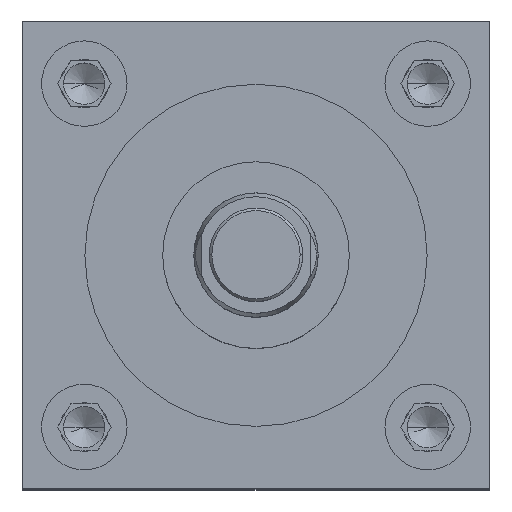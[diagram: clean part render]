
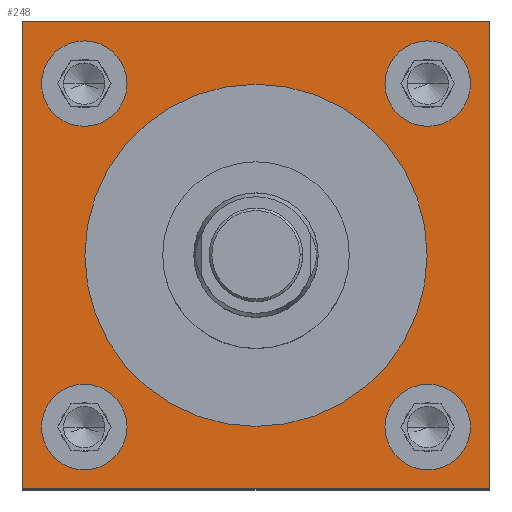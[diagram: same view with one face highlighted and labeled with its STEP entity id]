
A CAD part, top view. The second image highlights one B-rep face of the part: STEP entity #248.
In plain terms, the highlighted planar face has unit normal (0, 0, 1).
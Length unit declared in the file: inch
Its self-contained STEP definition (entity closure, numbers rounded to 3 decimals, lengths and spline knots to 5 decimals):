
#81 = VERTEX_POINT ( 'NONE', #6473 ) ;
#143 = AXIS2_PLACEMENT_3D ( 'NONE', #557, #759, #3550 ) ;
#213 = VERTEX_POINT ( 'NONE', #1835 ) ;
#248 = ADVANCED_FACE ( 'NONE', ( #4208, #832, #6289, #3519, #5731, #864 ), #761, .F. ) ;
#461 = DIRECTION ( 'NONE',  ( 1., 0., 0. ) ) ;
#467 = VERTEX_POINT ( 'NONE', #6746 ) ;
#505 = ORIENTED_EDGE ( 'NONE', *, *, #5404, .F. ) ;
#516 = DIRECTION ( 'NONE',  ( 0., 0., 1. ) ) ;
#545 = DIRECTION ( 'NONE',  ( 0., 0., 1. ) ) ;
#557 = CARTESIAN_POINT ( 'NONE',  ( 0., 0., 6.25 ) ) ;
#636 = ORIENTED_EDGE ( 'NONE', *, *, #1901, .T. ) ;
#653 = VERTEX_POINT ( 'NONE', #5245 ) ;
#759 = DIRECTION ( 'NONE',  ( 0., 0., 1. ) ) ;
#761 = PLANE ( 'NONE',  #1671 ) ;
#772 = AXIS2_PLACEMENT_3D ( 'NONE', #3769, #5421, #4890 ) ;
#776 = AXIS2_PLACEMENT_3D ( 'NONE', #3492, #2400, #1730 ) ;
#792 = DIRECTION ( 'NONE',  ( 0., 0., 1. ) ) ;
#832 = FACE_BOUND ( 'NONE', #4803, .T. ) ;
#836 = CARTESIAN_POINT ( 'NONE',  ( -1.375, 0., 6.25 ) ) ;
#864 = FACE_OUTER_BOUND ( 'NONE', #6472, .T. ) ;
#867 = ORIENTED_EDGE ( 'NONE', *, *, #4880, .T. ) ;
#897 = VERTEX_POINT ( 'NONE', #4236 ) ;
#899 = DIRECTION ( 'NONE',  ( 0., 0., -1. ) ) ;
#908 = EDGE_LOOP ( 'NONE', ( #2781, #5915 ) ) ;
#959 = ORIENTED_EDGE ( 'NONE', *, *, #988, .F. ) ;
#987 = CARTESIAN_POINT ( 'NONE',  ( -1.38, 1.38, 6.25 ) ) ;
#988 = EDGE_CURVE ( 'NONE', #6426, #467, #6686, .T. ) ;
#1059 = CARTESIAN_POINT ( 'NONE',  ( 1.7235, 1.38, 6.25 ) ) ;
#1120 = CIRCLE ( 'NONE', #776, 0.3435 ) ;
#1211 = CARTESIAN_POINT ( 'NONE',  ( -1.38, -1.38, 6.25 ) ) ;
#1319 = VERTEX_POINT ( 'NONE', #7092 ) ;
#1450 = EDGE_CURVE ( 'NONE', #2927, #4953, #6151, .T. ) ;
#1532 = DIRECTION ( 'NONE',  ( 1., 0., 0. ) ) ;
#1671 = AXIS2_PLACEMENT_3D ( 'NONE', #5829, #899, #2429 ) ;
#1730 = DIRECTION ( 'NONE',  ( 1., 0., 0. ) ) ;
#1787 = ORIENTED_EDGE ( 'NONE', *, *, #2843, .T. ) ;
#1834 = AXIS2_PLACEMENT_3D ( 'NONE', #5043, #5186, #4653 ) ;
#1835 = CARTESIAN_POINT ( 'NONE',  ( 1.875, 1.875, 6.25 ) ) ;
#1901 = EDGE_CURVE ( 'NONE', #3619, #213, #3336, .T. ) ;
#1932 = VERTEX_POINT ( 'NONE', #3934 ) ;
#1964 = AXIS2_PLACEMENT_3D ( 'NONE', #2521, #792, #2045 ) ;
#1965 = VERTEX_POINT ( 'NONE', #1059 ) ;
#2045 = DIRECTION ( 'NONE',  ( 1., 0., 0. ) ) ;
#2400 = DIRECTION ( 'NONE',  ( 0., 0., 1. ) ) ;
#2401 = CIRCLE ( 'NONE', #772, 1.375 ) ;
#2429 = DIRECTION ( 'NONE',  ( -1., 0., 0. ) ) ;
#2521 = CARTESIAN_POINT ( 'NONE',  ( 1.38, -1.38, 6.25 ) ) ;
#2538 = CARTESIAN_POINT ( 'NONE',  ( 1.875, -1.875, 6.25 ) ) ;
#2638 = CARTESIAN_POINT ( 'NONE',  ( -1.38, 1.38, 6.25 ) ) ;
#2721 = DIRECTION ( 'NONE',  ( 0., 1., 0. ) ) ;
#2781 = ORIENTED_EDGE ( 'NONE', *, *, #1450, .F. ) ;
#2843 = EDGE_CURVE ( 'NONE', #5397, #3619, #5358, .T. ) ;
#2893 = EDGE_CURVE ( 'NONE', #4953, #2927, #5748, .T. ) ;
#2927 = VERTEX_POINT ( 'NONE', #6996 ) ;
#3201 = DIRECTION ( 'NONE',  ( 0., 0., 1. ) ) ;
#3267 = CARTESIAN_POINT ( 'NONE',  ( 1.875, -1.875, 6.25 ) ) ;
#3336 = LINE ( 'NONE', #3267, #6055 ) ;
#3356 = AXIS2_PLACEMENT_3D ( 'NONE', #1211, #3434, #5648 ) ;
#3370 = CARTESIAN_POINT ( 'NONE',  ( -1.875, -1.875, 6.25 ) ) ;
#3434 = DIRECTION ( 'NONE',  ( 0., 0., 1. ) ) ;
#3492 = CARTESIAN_POINT ( 'NONE',  ( 1.38, 1.38, 6.25 ) ) ;
#3519 = FACE_BOUND ( 'NONE', #908, .T. ) ;
#3550 = DIRECTION ( 'NONE',  ( 1., 0., 0. ) ) ;
#3592 = CIRCLE ( 'NONE', #1834, 0.3435 ) ;
#3619 = VERTEX_POINT ( 'NONE', #2538 ) ;
#3769 = CARTESIAN_POINT ( 'NONE',  ( 0., 0., 6.25 ) ) ;
#3778 = ORIENTED_EDGE ( 'NONE', *, *, #6405, .F. ) ;
#3817 = LINE ( 'NONE', #6490, #6301 ) ;
#3861 = DIRECTION ( 'NONE',  ( 0., 0., 1. ) ) ;
#3910 = VECTOR ( 'NONE', #4318, 39.37008 ) ;
#3934 = CARTESIAN_POINT ( 'NONE',  ( -1.0365, -1.38, 6.25 ) ) ;
#3979 = AXIS2_PLACEMENT_3D ( 'NONE', #987, #3201, #461 ) ;
#4124 = ORIENTED_EDGE ( 'NONE', *, *, #4478, .F. ) ;
#4208 = FACE_BOUND ( 'NONE', #6004, .T. ) ;
#4236 = CARTESIAN_POINT ( 'NONE',  ( -1.875, 1.875, 6.25 ) ) ;
#4279 = CARTESIAN_POINT ( 'NONE',  ( 1.7235, -1.38, 6.25 ) ) ;
#4305 = CIRCLE ( 'NONE', #143, 1.375 ) ;
#4318 = DIRECTION ( 'NONE',  ( 1., 0., 0. ) ) ;
#4362 = CARTESIAN_POINT ( 'NONE',  ( 1.38, 1.38, 6.25 ) ) ;
#4394 = CARTESIAN_POINT ( 'NONE',  ( -1.7235, 1.38, 6.25 ) ) ;
#4474 = LINE ( 'NONE', #3370, #4863 ) ;
#4478 = EDGE_CURVE ( 'NONE', #1965, #653, #5095, .T. ) ;
#4499 = EDGE_CURVE ( 'NONE', #897, #5397, #4474, .T. ) ;
#4522 = AXIS2_PLACEMENT_3D ( 'NONE', #4362, #3861, #6042 ) ;
#4527 = DIRECTION ( 'NONE',  ( 1., 0., 0. ) ) ;
#4653 = DIRECTION ( 'NONE',  ( 1., 0., 0. ) ) ;
#4668 = EDGE_CURVE ( 'NONE', #1932, #1319, #3592, .T. ) ;
#4699 = ORIENTED_EDGE ( 'NONE', *, *, #4499, .T. ) ;
#4783 = CARTESIAN_POINT ( 'NONE',  ( -1.875, -1.875, 6.25 ) ) ;
#4803 = EDGE_LOOP ( 'NONE', ( #4124, #6795 ) ) ;
#4863 = VECTOR ( 'NONE', #6643, 39.37008 ) ;
#4866 = EDGE_LOOP ( 'NONE', ( #5031, #5171 ) ) ;
#4880 = EDGE_CURVE ( 'NONE', #213, #897, #3817, .T. ) ;
#4890 = DIRECTION ( 'NONE',  ( 1., 0., 0. ) ) ;
#4953 = VERTEX_POINT ( 'NONE', #4394 ) ;
#5031 = ORIENTED_EDGE ( 'NONE', *, *, #4668, .F. ) ;
#5043 = CARTESIAN_POINT ( 'NONE',  ( -1.38, -1.38, 6.25 ) ) ;
#5058 = AXIS2_PLACEMENT_3D ( 'NONE', #2638, #516, #1532 ) ;
#5095 = CIRCLE ( 'NONE', #4522, 0.3435 ) ;
#5171 = ORIENTED_EDGE ( 'NONE', *, *, #6812, .F. ) ;
#5186 = DIRECTION ( 'NONE',  ( 0., 0., 1. ) ) ;
#5245 = CARTESIAN_POINT ( 'NONE',  ( 1.0365, 1.38, 6.25 ) ) ;
#5358 = LINE ( 'NONE', #4783, #3910 ) ;
#5397 = VERTEX_POINT ( 'NONE', #6482 ) ;
#5404 = EDGE_CURVE ( 'NONE', #81, #5967, #2401, .T. ) ;
#5421 = DIRECTION ( 'NONE',  ( 0., 0., 1. ) ) ;
#5429 = DIRECTION ( 'NONE',  ( -1., 0., 0. ) ) ;
#5558 = AXIS2_PLACEMENT_3D ( 'NONE', #6173, #545, #4527 ) ;
#5585 = ORIENTED_EDGE ( 'NONE', *, *, #6180, .F. ) ;
#5648 = DIRECTION ( 'NONE',  ( 1., 0., 0. ) ) ;
#5731 = FACE_BOUND ( 'NONE', #5755, .T. ) ;
#5748 = CIRCLE ( 'NONE', #5058, 0.3435 ) ;
#5755 = EDGE_LOOP ( 'NONE', ( #505, #5585 ) ) ;
#5775 = EDGE_CURVE ( 'NONE', #653, #1965, #1120, .T. ) ;
#5829 = CARTESIAN_POINT ( 'NONE',  ( -1.875, 1.875, 6.25 ) ) ;
#5915 = ORIENTED_EDGE ( 'NONE', *, *, #2893, .F. ) ;
#5967 = VERTEX_POINT ( 'NONE', #836 ) ;
#6004 = EDGE_LOOP ( 'NONE', ( #959, #3778 ) ) ;
#6015 = CIRCLE ( 'NONE', #1964, 0.3435 ) ;
#6042 = DIRECTION ( 'NONE',  ( 1., 0., 0. ) ) ;
#6055 = VECTOR ( 'NONE', #2721, 39.37008 ) ;
#6151 = CIRCLE ( 'NONE', #3979, 0.3435 ) ;
#6173 = CARTESIAN_POINT ( 'NONE',  ( 1.38, -1.38, 6.25 ) ) ;
#6180 = EDGE_CURVE ( 'NONE', #5967, #81, #4305, .T. ) ;
#6289 = FACE_BOUND ( 'NONE', #4866, .T. ) ;
#6301 = VECTOR ( 'NONE', #5429, 39.37008 ) ;
#6405 = EDGE_CURVE ( 'NONE', #467, #6426, #6015, .T. ) ;
#6426 = VERTEX_POINT ( 'NONE', #4279 ) ;
#6472 = EDGE_LOOP ( 'NONE', ( #4699, #1787, #636, #867 ) ) ;
#6473 = CARTESIAN_POINT ( 'NONE',  ( 1.375, 0., 6.25 ) ) ;
#6482 = CARTESIAN_POINT ( 'NONE',  ( -1.875, -1.875, 6.25 ) ) ;
#6490 = CARTESIAN_POINT ( 'NONE',  ( -1.875, 1.875, 6.25 ) ) ;
#6643 = DIRECTION ( 'NONE',  ( 0., -1., 0. ) ) ;
#6685 = CIRCLE ( 'NONE', #3356, 0.3435 ) ;
#6686 = CIRCLE ( 'NONE', #5558, 0.3435 ) ;
#6746 = CARTESIAN_POINT ( 'NONE',  ( 1.0365, -1.38, 6.25 ) ) ;
#6795 = ORIENTED_EDGE ( 'NONE', *, *, #5775, .F. ) ;
#6812 = EDGE_CURVE ( 'NONE', #1319, #1932, #6685, .T. ) ;
#6996 = CARTESIAN_POINT ( 'NONE',  ( -1.0365, 1.38, 6.25 ) ) ;
#7092 = CARTESIAN_POINT ( 'NONE',  ( -1.7235, -1.38, 6.25 ) ) ;
